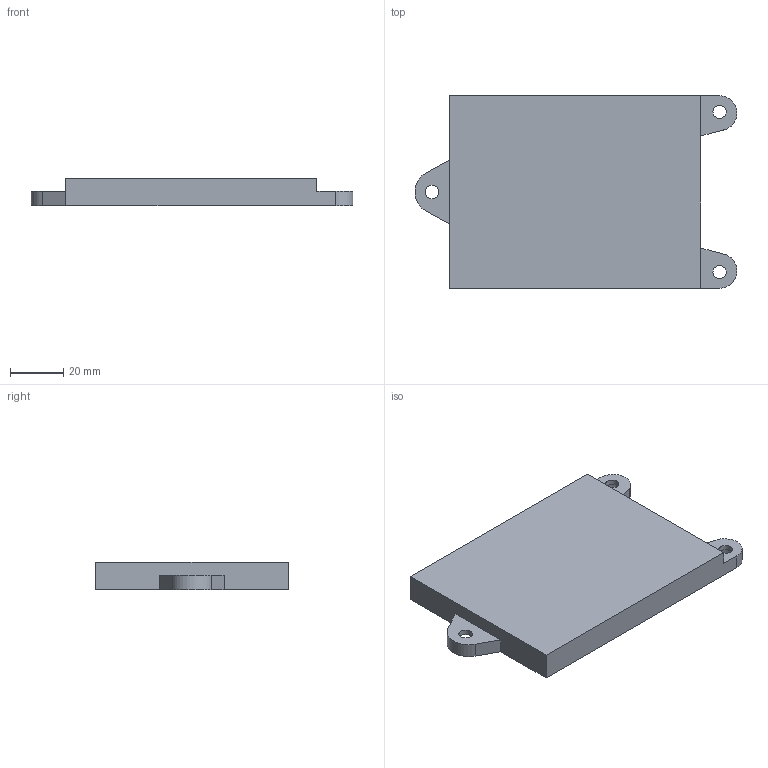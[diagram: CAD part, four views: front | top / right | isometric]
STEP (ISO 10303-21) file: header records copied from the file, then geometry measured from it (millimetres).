
FILE_DESCRIPTION(/* description */ (''),/* implementation_level */ '2;1');
FILE_NAME(/* name */ 'dual_motors_handler_v6 v6.step',/* time_stamp */ '2022-07-31T10:45:40+02:00',/* author */ (''),/* organization */ (''),/* preprocessor_version */ 'ST-DEVELOPER v19',/* originating_system */ 'Autodesk Translation Framework v11.7.0.108',/* authorisation */ '');
FILE_SCHEMA (('AUTOMOTIVE_DESIGN { 1 0 10303 214 3 1 1 }'));
Length unit declared in the file: millimetre
Products named in the file (1): dual_motors_handler_v6
Bounding box: 120.47 x 72 x 10.44 mm (x, y, z)
Volume: 56146 mm3; surface area: 19996.1 mm2
Topology: 1 solids, 1 shells, 63 faces, 135 edges, 90 vertices
Faces by surface type: plane 42, cylinder 21
Full cylindrical faces by diameter (mm): 2.529 x12, 5 x3
Entity records: 1808 total; most frequent: DIRECTION 305, CARTESIAN_POINT 289, ORIENTED_EDGE 270, EDGE_CURVE 135, AXIS2_PLACEMENT_3D 106, LINE 93, VECTOR 93, VERTEX_POINT 90
